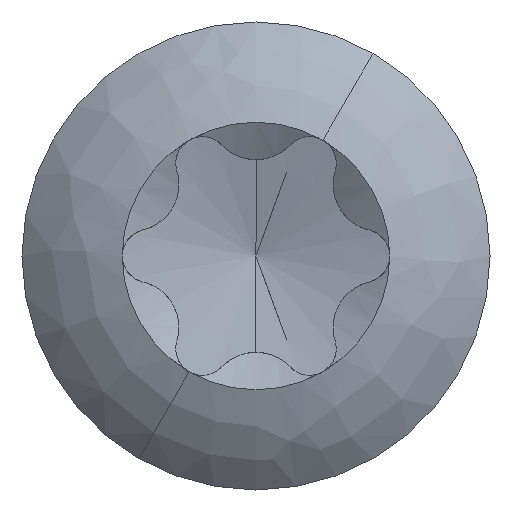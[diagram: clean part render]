
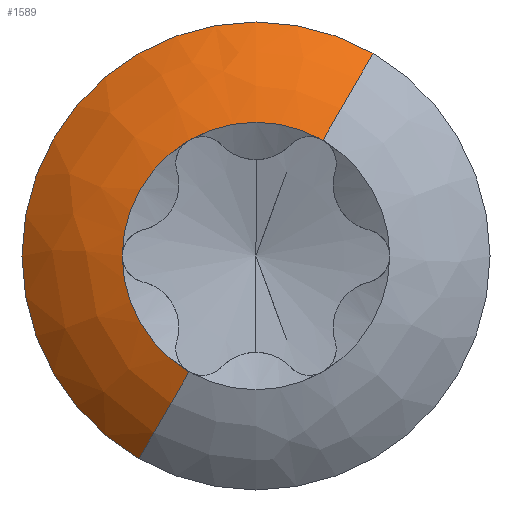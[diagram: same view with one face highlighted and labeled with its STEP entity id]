
A CAD part, left-side view. The second image highlights one B-rep face of the part: STEP entity #1589.
In plain terms, the highlighted free-form (B-spline) face has degree [3, 3] with [4, 7] control points.
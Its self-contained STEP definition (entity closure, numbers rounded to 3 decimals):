
#8 = CARTESIAN_POINT ( 'NONE',  ( -1.503, 2.703, -0.219 ) ) ;
#32 = CARTESIAN_POINT ( 'NONE',  ( -1.6, 0.6, -1.039 ) ) ;
#88 = CARTESIAN_POINT ( 'NONE',  ( -1.324, -0.924, 1.6 ) ) ;
#112 = CARTESIAN_POINT ( 'NONE',  ( -1.324, 2.048, 1.848 ) ) ;
#119 = CARTESIAN_POINT ( 'NONE',  ( -1.503, -0.771, 1.335 ) ) ;
#124 = VERTEX_POINT ( 'NONE', #1770 ) ;
#146 = VERTEX_POINT ( 'NONE', #1521 ) ;
#160 = VERTEX_POINT ( 'NONE', #1882 ) ;
#215 = CARTESIAN_POINT ( 'NONE',  ( -1.6, 1.33, 1.2 ) ) ;
#226 = CIRCLE ( 'NONE', #303, 1.2 ) ;
#227 = CARTESIAN_POINT ( 'NONE',  ( -1.075, 1.05, -1.819 ) ) ;
#284 = CARTESIAN_POINT ( 'NONE',  ( -1.324, 0.924, -1.6 ) ) ;
#292 = CARTESIAN_POINT ( 'NONE',  ( -1.6, 2.105, -0.17 ) ) ;
#297 = DIRECTION ( 'NONE',  ( 0., 0., -1. ) ) ;
#299 = AXIS2_PLACEMENT_3D ( 'NONE', #2064, #2312, #1247 ) ;
#303 = AXIS2_PLACEMENT_3D ( 'NONE', #760, #783, #297 ) ;
#304 =( BOUNDED_CURVE ( )  B_SPLINE_CURVE ( 3, ( #505, #1098, #710, #2038 ),
 .UNSPECIFIED., .F., .F. ) 
 B_SPLINE_CURVE_WITH_KNOTS ( ( 4, 4 ),
 ( 0., 1. ),
 .UNSPECIFIED. ) 
 CURVE ( )  GEOMETRIC_REPRESENTATION_ITEM ( )  RATIONAL_B_SPLINE_CURVE ( ( 0.667, 0.653, 0.653, 0.667 ) ) 
 REPRESENTATION_ITEM ( '' )  );
#313 = CARTESIAN_POINT ( 'NONE',  ( -1.6, -0.404, 1.152 ) ) ;
#316 = CARTESIAN_POINT ( 'NONE',  ( -1.324, 0.924, -1.6 ) ) ;
#330 = EDGE_CURVE ( 'NONE', #124, #1166, #341, .T. ) ;
#341 = CIRCLE ( 'NONE', #2354, 1.2 ) ;
#353 = CARTESIAN_POINT ( 'NONE',  ( -1.503, 0., 1.541 ) ) ;
#386 = AXIS2_PLACEMENT_3D ( 'NONE', #786, #525, #1454 ) ;
#402 = EDGE_CURVE ( 'NONE', #2316, #124, #2413, .T. ) ;
#410 = EDGE_CURVE ( 'NONE', #146, #445, #1165, .T. ) ;
#427 = CARTESIAN_POINT ( 'NONE',  ( -1.503, 0.771, -1.335 ) ) ;
#445 = VERTEX_POINT ( 'NONE', #1942 ) ;
#478 = ORIENTED_EDGE ( 'NONE', *, *, #330, .T. ) ;
#501 = VERTEX_POINT ( 'NONE', #1682 ) ;
#505 = CARTESIAN_POINT ( 'NONE',  ( -1.075, -1.05, 1.819 ) ) ;
#525 = DIRECTION ( 'NONE',  ( 1., 0., 0. ) ) ;
#601 = ORIENTED_EDGE ( 'NONE', *, *, #2268, .F. ) ;
#622 = CARTESIAN_POINT ( 'NONE',  ( -1.6, 0., 0. ) ) ;
#669 = CARTESIAN_POINT ( 'NONE',  ( -1.324, -0.622, 1.774 ) ) ;
#690 = EDGE_CURVE ( 'NONE', #445, #2316, #226, .T. ) ;
#708 = CIRCLE ( 'NONE', #386, 2.1 ) ;
#710 = CARTESIAN_POINT ( 'NONE',  ( -1.503, -0.771, 1.335 ) ) ;
#760 = CARTESIAN_POINT ( 'NONE',  ( -1.6, 0., 0. ) ) ;
#769 = ORIENTED_EDGE ( 'NONE', *, *, #1293, .F. ) ;
#783 = DIRECTION ( 'NONE',  ( 1., 0., 0. ) ) ;
#786 = CARTESIAN_POINT ( 'NONE',  ( -1.075, 0., 0. ) ) ;
#861 = CARTESIAN_POINT ( 'NONE',  ( -1.075, 2.328, 2.1 ) ) ;
#873 = CIRCLE ( 'NONE', #299, 2.1 ) ;
#879 = CARTESIAN_POINT ( 'NONE',  ( -1.503, -0.519, 1.48 ) ) ;
#906 =( BOUNDED_SURFACE ( )  B_SPLINE_SURFACE ( 3, 3, ( 
 ( #227, #1654, #861, #1250, #2288, #1063, #2204 ),
 ( #284, #972, #112, #952, #2112, #669, #88 ),
 ( #913, #8, #2390, #353, #2406, #879, #119 ),
 ( #1820, #292, #215, #1626, #1690, #313, #2093 ) ),
 .UNSPECIFIED., .F., .F., .F. ) 
 B_SPLINE_SURFACE_WITH_KNOTS ( ( 4, 4 ),
 ( 4, 3, 4 ),
 ( 0., 1. ),
 ( -31.518, -26.494, -25.148 ),
 .UNSPECIFIED. ) 
 GEOMETRIC_REPRESENTATION_ITEM ( )  RATIONAL_B_SPLINE_SURFACE ( (
 ( 0.667, 0.363, 0.474, 1., 0.859, 0.748, 0.667),
 ( 0.653, 0.356, 0.464, 0.979, 0.841, 0.732, 0.653),
 ( 0.653, 0.356, 0.464, 0.979, 0.841, 0.732, 0.653),
 ( 0.667, 0.363, 0.474, 1., 0.859, 0.748, 0.667) ) ) 
 REPRESENTATION_ITEM ( '' )  SURFACE ( )  );
#913 = CARTESIAN_POINT ( 'NONE',  ( -1.503, 0.771, -1.335 ) ) ;
#915 = CARTESIAN_POINT ( 'NONE',  ( -1.6, 0., 0. ) ) ;
#952 = CARTESIAN_POINT ( 'NONE',  ( -1.324, 0., 1.848 ) ) ;
#972 = CARTESIAN_POINT ( 'NONE',  ( -1.324, 3.241, -0.262 ) ) ;
#991 = DIRECTION ( 'NONE',  ( 0., 0., -1. ) ) ;
#1063 = CARTESIAN_POINT ( 'NONE',  ( -1.075, -0.707, 2.016 ) ) ;
#1075 = AXIS2_PLACEMENT_3D ( 'NONE', #622, #1760, #1574 ) ;
#1098 = CARTESIAN_POINT ( 'NONE',  ( -1.324, -0.924, 1.6 ) ) ;
#1165 =( BOUNDED_CURVE ( )  B_SPLINE_CURVE ( 3, ( #1936, #316, #427, #32 ),
 .UNSPECIFIED., .F., .T. ) 
 B_SPLINE_CURVE_WITH_KNOTS ( ( 4, 4 ),
 ( 0., 1. ),
 .UNSPECIFIED. ) 
 CURVE ( )  GEOMETRIC_REPRESENTATION_ITEM ( )  RATIONAL_B_SPLINE_CURVE ( ( 0.667, 0.653, 0.653, 0.667 ) ) 
 REPRESENTATION_ITEM ( '' )  );
#1166 = VERTEX_POINT ( 'NONE', #1531 ) ;
#1247 = DIRECTION ( 'NONE',  ( 0., 0., -1. ) ) ;
#1250 = CARTESIAN_POINT ( 'NONE',  ( -1.075, 0., 2.1 ) ) ;
#1293 = EDGE_CURVE ( 'NONE', #146, #160, #708, .T. ) ;
#1427 = ORIENTED_EDGE ( 'NONE', *, *, #402, .T. ) ;
#1454 = DIRECTION ( 'NONE',  ( 0., 0., -1. ) ) ;
#1491 = CARTESIAN_POINT ( 'NONE',  ( -1.6, 1.2, 0. ) ) ;
#1521 = CARTESIAN_POINT ( 'NONE',  ( -1.075, 1.05, -1.819 ) ) ;
#1531 = CARTESIAN_POINT ( 'NONE',  ( -1.6, -0.6, 1.039 ) ) ;
#1574 = DIRECTION ( 'NONE',  ( 0., 0., -1. ) ) ;
#1589 = ADVANCED_FACE ( 'NONE', ( #2362 ), #906, .T. ) ;
#1626 = CARTESIAN_POINT ( 'NONE',  ( -1.6, 0., 1.2 ) ) ;
#1639 = ORIENTED_EDGE ( 'NONE', *, *, #690, .T. ) ;
#1654 = CARTESIAN_POINT ( 'NONE',  ( -1.075, 3.683, -0.298 ) ) ;
#1682 = CARTESIAN_POINT ( 'NONE',  ( -1.075, -1.05, 1.819 ) ) ;
#1690 = CARTESIAN_POINT ( 'NONE',  ( -1.6, -0.197, 1.2 ) ) ;
#1760 = DIRECTION ( 'NONE',  ( 1., 0., 0. ) ) ;
#1770 = CARTESIAN_POINT ( 'NONE',  ( -1.6, 0.6, 1.039 ) ) ;
#1775 = EDGE_CURVE ( 'NONE', #160, #501, #873, .T. ) ;
#1820 = CARTESIAN_POINT ( 'NONE',  ( -1.6, 0.6, -1.039 ) ) ;
#1882 = CARTESIAN_POINT ( 'NONE',  ( -1.075, 0., 2.1 ) ) ;
#1936 = CARTESIAN_POINT ( 'NONE',  ( -1.075, 1.05, -1.819 ) ) ;
#1942 = CARTESIAN_POINT ( 'NONE',  ( -1.6, 0.6, -1.039 ) ) ;
#1966 = ORIENTED_EDGE ( 'NONE', *, *, #410, .T. ) ;
#2038 = CARTESIAN_POINT ( 'NONE',  ( -1.6, -0.6, 1.039 ) ) ;
#2064 = CARTESIAN_POINT ( 'NONE',  ( -1.075, 0., 0. ) ) ;
#2093 = CARTESIAN_POINT ( 'NONE',  ( -1.6, -0.6, 1.039 ) ) ;
#2108 = ORIENTED_EDGE ( 'NONE', *, *, #1775, .F. ) ;
#2112 = CARTESIAN_POINT ( 'NONE',  ( -1.324, -0.303, 1.848 ) ) ;
#2204 = CARTESIAN_POINT ( 'NONE',  ( -1.075, -1.05, 1.819 ) ) ;
#2253 = EDGE_LOOP ( 'NONE', ( #2108, #769, #1966, #1639, #1427, #478, #601 ) ) ;
#2268 = EDGE_CURVE ( 'NONE', #501, #1166, #304, .T. ) ;
#2288 = CARTESIAN_POINT ( 'NONE',  ( -1.075, -0.344, 2.1 ) ) ;
#2312 = DIRECTION ( 'NONE',  ( 1., 0., 0. ) ) ;
#2316 = VERTEX_POINT ( 'NONE', #1491 ) ;
#2354 = AXIS2_PLACEMENT_3D ( 'NONE', #915, #2401, #991 ) ;
#2362 = FACE_OUTER_BOUND ( 'NONE', #2253, .T. ) ;
#2390 = CARTESIAN_POINT ( 'NONE',  ( -1.503, 1.709, 1.541 ) ) ;
#2401 = DIRECTION ( 'NONE',  ( 1., 0., 0. ) ) ;
#2406 = CARTESIAN_POINT ( 'NONE',  ( -1.503, -0.253, 1.541 ) ) ;
#2413 = CIRCLE ( 'NONE', #1075, 1.2 ) ;
